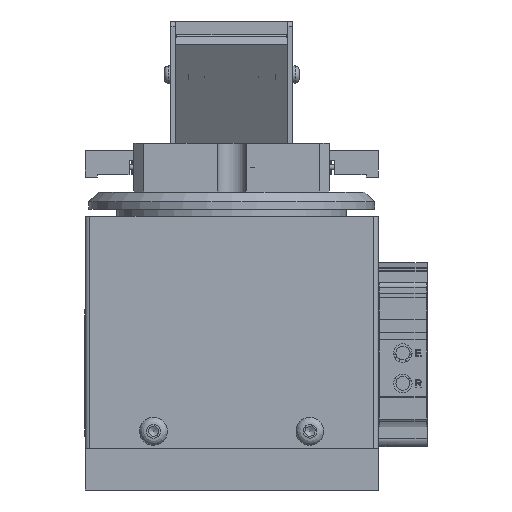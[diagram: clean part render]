
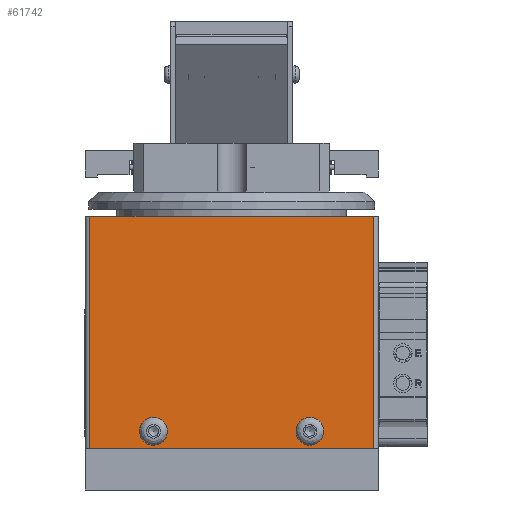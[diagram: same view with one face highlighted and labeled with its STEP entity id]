
A CAD part, front view. The second image highlights one B-rep face of the part: STEP entity #61742.
In plain terms, the highlighted face is planar.
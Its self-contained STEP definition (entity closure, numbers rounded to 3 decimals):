
#1008=FACE_BOUND('',#8104,.T.);
#1009=FACE_BOUND('',#8105,.T.);
#1719=PLANE('',#65616);
#4695=FACE_OUTER_BOUND('',#8103,.T.);
#8103=EDGE_LOOP('',(#41370,#41371,#41372,#41373));
#8104=EDGE_LOOP('',(#41374,#41375));
#8105=EDGE_LOOP('',(#41376,#41377));
#12046=LINE('',#89215,#17634);
#12208=LINE('',#90170,#17796);
#12209=LINE('',#90173,#17797);
#12210=LINE('',#90174,#17798);
#17634=VECTOR('',#71763,10.);
#17796=VECTOR('',#72149,10.);
#17797=VECTOR('',#72152,10.);
#17798=VECTOR('',#72153,10.);
#23211=CIRCLE('',#65581,1.7);
#23212=CIRCLE('',#65582,1.7);
#23214=CIRCLE('',#65585,1.7);
#23215=CIRCLE('',#65586,1.7);
#25915=VERTEX_POINT('',#89212);
#25916=VERTEX_POINT('',#89214);
#26074=VERTEX_POINT('',#90079);
#26075=VERTEX_POINT('',#90080);
#26077=VERTEX_POINT('',#90087);
#26078=VERTEX_POINT('',#90088);
#26101=VERTEX_POINT('',#90168);
#26102=VERTEX_POINT('',#90172);
#31835=EDGE_CURVE('',#25916,#25915,#12046,.T.);
#32065=EDGE_CURVE('',#26074,#26075,#23211,.T.);
#32066=EDGE_CURVE('',#26075,#26074,#23212,.T.);
#32069=EDGE_CURVE('',#26077,#26078,#23214,.T.);
#32070=EDGE_CURVE('',#26078,#26077,#23215,.T.);
#32110=EDGE_CURVE('',#26101,#25915,#12208,.T.);
#32111=EDGE_CURVE('',#26102,#26101,#12209,.T.);
#32112=EDGE_CURVE('',#25916,#26102,#12210,.T.);
#41370=ORIENTED_EDGE('',*,*,#32110,.F.);
#41371=ORIENTED_EDGE('',*,*,#32111,.F.);
#41372=ORIENTED_EDGE('',*,*,#32112,.F.);
#41373=ORIENTED_EDGE('',*,*,#31835,.T.);
#41374=ORIENTED_EDGE('',*,*,#32065,.T.);
#41375=ORIENTED_EDGE('',*,*,#32066,.T.);
#41376=ORIENTED_EDGE('',*,*,#32069,.T.);
#41377=ORIENTED_EDGE('',*,*,#32070,.T.);
#61742=ADVANCED_FACE('',(#4695,#1008,#1009),#1719,.T.);
#65581=AXIS2_PLACEMENT_3D('',#90081,#72051,#72052);
#65582=AXIS2_PLACEMENT_3D('',#90082,#72053,#72054);
#65585=AXIS2_PLACEMENT_3D('',#90089,#72060,#72061);
#65586=AXIS2_PLACEMENT_3D('',#90090,#72062,#72063);
#65616=AXIS2_PLACEMENT_3D('',#90171,#72150,#72151);
#71763=DIRECTION('',(0.,-1.,0.));
#72051=DIRECTION('center_axis',(0.,0.,
-1.));
#72052=DIRECTION('ref_axis',(-1.,0.,0.));
#72053=DIRECTION('center_axis',(0.,0.,
-1.));
#72054=DIRECTION('ref_axis',(-1.,0.,0.));
#72060=DIRECTION('center_axis',(0.,0.,
-1.));
#72061=DIRECTION('ref_axis',(-1.,0.,0.));
#72062=DIRECTION('center_axis',(0.,0.,
-1.));
#72063=DIRECTION('ref_axis',(-1.,0.,0.));
#72149=DIRECTION('',(-1.,0.,0.));
#72150=DIRECTION('center_axis',(0.,0.,
1.));
#72151=DIRECTION('ref_axis',(-1.,0.,0.));
#72152=DIRECTION('',(0.,-1.,0.));
#72153=DIRECTION('',(1.,0.,0.));
#89212=CARTESIAN_POINT('',(5.7,-29.,39.5));
#89214=CARTESIAN_POINT('',(5.7,29.,39.5));
#89215=CARTESIAN_POINT('',(5.7,30.,39.5));
#90079=CARTESIAN_POINT('',(7.5,16.,39.5));
#90080=CARTESIAN_POINT('',(10.9,16.,39.5));
#90081=CARTESIAN_POINT('Origin',(9.2,16.,39.5));
#90082=CARTESIAN_POINT('Origin',(9.2,16.,39.5));
#90087=CARTESIAN_POINT('',(7.5,-16.,39.5));
#90088=CARTESIAN_POINT('',(10.9,-16.,39.5));
#90089=CARTESIAN_POINT('Origin',(9.2,-16.,39.5));
#90090=CARTESIAN_POINT('Origin',(9.2,-16.,39.5));
#90168=CARTESIAN_POINT('',(53.2,-29.,39.5));
#90170=CARTESIAN_POINT('',(53.2,-29.,39.5));
#90171=CARTESIAN_POINT('Origin',(53.2,30.,39.5));
#90172=CARTESIAN_POINT('',(53.2,29.,39.5));
#90173=CARTESIAN_POINT('',(53.2,30.,39.5));
#90174=CARTESIAN_POINT('',(53.2,29.,39.5));
